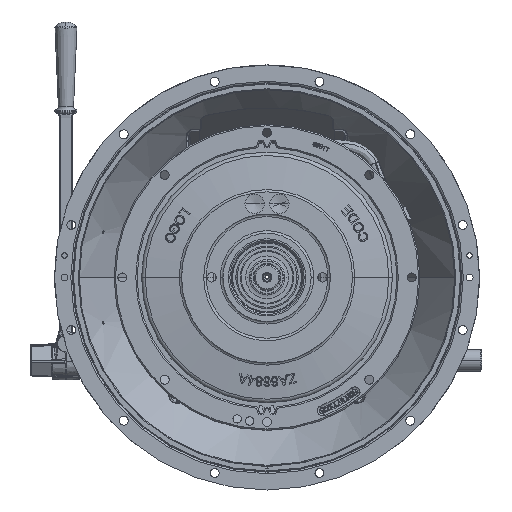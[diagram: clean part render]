
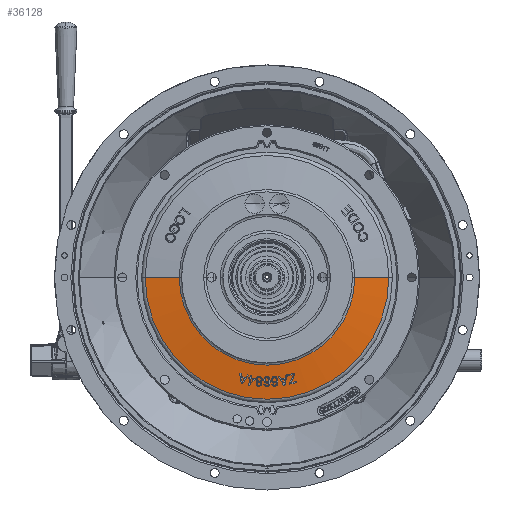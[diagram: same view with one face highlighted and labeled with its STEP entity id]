
A CAD part, top view. The second image highlights one B-rep face of the part: STEP entity #36128.
In plain terms, the highlighted conical face has half-angle 82.396 degrees and reference radius 144.463 mm.
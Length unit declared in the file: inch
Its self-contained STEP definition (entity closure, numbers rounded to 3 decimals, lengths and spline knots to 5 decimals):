
#581 = AXIS2_PLACEMENT_3D ( 'NONE', #98679, #98678, #98676 ) ;
#1500 = AXIS2_PLACEMENT_3D ( 'NONE', #70203, #70205, #70207 ) ;
#1515 = AXIS2_PLACEMENT_3D ( 'NONE', #70286, #70307, #70309 ) ;
#9675 = EDGE_LOOP ( 'NONE', ( #17071, #17075, #17073, #17076 ) ) ;
#17071 = ORIENTED_EDGE ( 'NONE', *, *, #48988, .F. ) ;
#17073 = ORIENTED_EDGE ( 'NONE', *, *, #49008, .T. ) ;
#17075 = ORIENTED_EDGE ( 'NONE', *, *, #48987, .T. ) ;
#17076 = ORIENTED_EDGE ( 'NONE', *, *, #48989, .F. ) ;
#36128 = ADVANCED_FACE ( 'NONE', ( #65333 ), #65337, .T. ) ;
#48987 = EDGE_CURVE ( 'NONE', #81322, #81323, #64775, .T. ) ;
#48988 = EDGE_CURVE ( 'NONE', #81322, #81321, #64777, .T. ) ;
#48989 = EDGE_CURVE ( 'NONE', #81321, #81324, #64765, .T. ) ;
#49008 = EDGE_CURVE ( 'NONE', #81323, #81324, #64803, .T. ) ;
#64756 = VECTOR ( 'NONE', #70202, 39.37008 ) ;
#64765 = LINE ( 'NONE', #70210, #64772 ) ;
#64772 = VECTOR ( 'NONE', #70212, 39.37008 ) ;
#64775 = LINE ( 'NONE', #70185, #64756 ) ;
#64777 = CIRCLE ( 'NONE', #1500, 3.98047 ) ;
#64803 = CIRCLE ( 'NONE', #1515, 5.52695 ) ;
#65333 = FACE_OUTER_BOUND ( 'NONE', #9675, .T. ) ;
#65337 = CONICAL_SURFACE ( 'NONE', #581, 5.6875, 1.438 ) ;
#70185 = CARTESIAN_POINT ( 'NONE',  ( -5.6875, 0., -0.33143 ) ) ;
#70202 = DIRECTION ( 'NONE',  ( -0.991, 0., -0.132 ) ) ;
#70203 = CARTESIAN_POINT ( 'NONE',  ( 0., 0., -0.10354 ) ) ;
#70205 = DIRECTION ( 'NONE',  ( 0., 0., 1. ) ) ;
#70207 = DIRECTION ( 'NONE',  ( -1., 0., 0. ) ) ;
#70210 = CARTESIAN_POINT ( 'NONE',  ( 5.6875, 0., -0.33143 ) ) ;
#70212 = DIRECTION ( 'NONE',  ( 0.991, 0., -0.132 ) ) ;
#70286 = CARTESIAN_POINT ( 'NONE',  ( 0., 0., -0.31 ) ) ;
#70307 = DIRECTION ( 'NONE',  ( 0., 0., 1. ) ) ;
#70309 = DIRECTION ( 'NONE',  ( -1., 0., 0. ) ) ;
#70365 = CARTESIAN_POINT ( 'NONE',  ( 3.98047, 0., -0.10354 ) ) ;
#70367 = CARTESIAN_POINT ( 'NONE',  ( -3.98047, 0., -0.10354 ) ) ;
#70368 = CARTESIAN_POINT ( 'NONE',  ( -5.52695, 0., -0.31 ) ) ;
#70369 = CARTESIAN_POINT ( 'NONE',  ( 5.52695, 0., -0.31 ) ) ;
#81321 = VERTEX_POINT ( 'NONE', #70365 ) ;
#81322 = VERTEX_POINT ( 'NONE', #70367 ) ;
#81323 = VERTEX_POINT ( 'NONE', #70368 ) ;
#81324 = VERTEX_POINT ( 'NONE', #70369 ) ;
#98676 = DIRECTION ( 'NONE',  ( 1., 0., 0. ) ) ;
#98678 = DIRECTION ( 'NONE',  ( 0., 0., -1. ) ) ;
#98679 = CARTESIAN_POINT ( 'NONE',  ( 0., 0., -0.33143 ) ) ;
